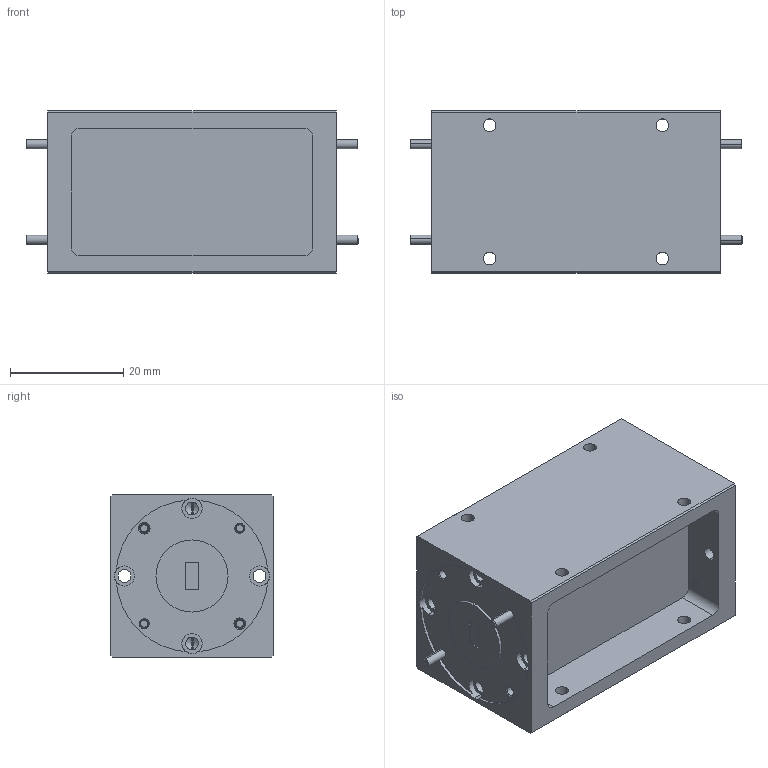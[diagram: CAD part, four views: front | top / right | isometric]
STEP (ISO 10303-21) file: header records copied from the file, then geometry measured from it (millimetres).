
FILE_DESCRIPTION (( 'STEP AP214' ), '1' );
FILE_NAME ('WF-LU-A-2.0.STEP', '2022-09-22T17:04:48', ( '' ), ( '' ), 'SwSTEP 2.0', 'SolidWorks 2021', '' );
FILE_SCHEMA (( 'AUTOMOTIVE_DESIGN' ));
Length unit declared in the file: inch
Products named in the file (1): WF-LU-A-2.0
Bounding box: 58.55 x 28.57 x 28.57 mm (x, y, z)
Volume: 26026.9 mm3; surface area: 11446.8 mm2
Topology: 5 solids, 17 shells, 578 faces, 1256 edges, 756 vertices
Faces by surface type: plane 210, cylinder 190, cone 174, bspline 4
Entity records: 23490 total; most frequent: CARTESIAN_POINT 3501, DIRECTION 2866, ORIENTED_EDGE 2504, EDGE_CURVE 1252, AXIS2_PLACEMENT_3D 1139, VERTEX_POINT 756, EDGE_LOOP 690, LINE 588
